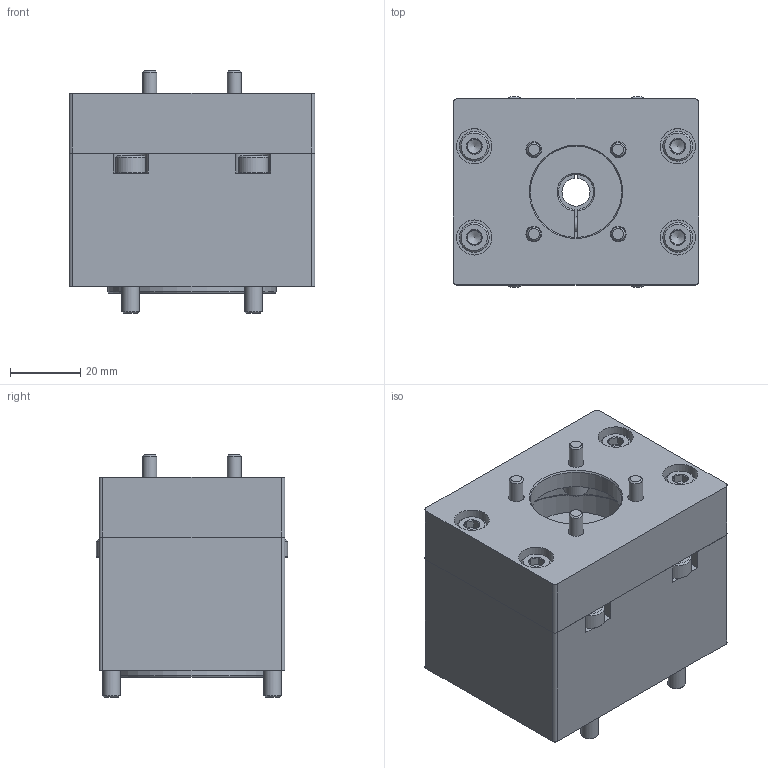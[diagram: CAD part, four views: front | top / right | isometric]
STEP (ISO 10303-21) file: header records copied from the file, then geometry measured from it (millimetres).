
FILE_DESCRIPTION(/* description */ ('STEP AP214'),/* implementation_level */ '2;1');
FILE_NAME(/* name */ '1456650_EAMM-A-S48-40G-G2',/* time_stamp */ '2024-08-23T09:01:06+02:00',/* author */ ('License CC BY-ND 4.0'),/* organization */ ('CADENAS'),/* preprocessor_version */ 'ST-DEVELOPER v19.3',/* originating_system */ 'PARTsolutions',/* authorisation */ ' ');
FILE_SCHEMA (('AUTOMOTIVE_DESIGN {1 0 10303 214 3 1 1}'));
Length unit declared in the file: millimetre
Products named in the file (7): 1456650 EAMM-A-S48-40G-G2; 3637941 EAMK-A-S48-48A/B-G2---(1O); DIN-912 - M5x40(F); 4067069 EAMF-A-48B-40G(1A10); ISO-4762 M4x12; ISO-4762 M5x20; 558029 EAMC-30-32-8-10
Assembly tree (15 placements, depth 2):
  1456650 EAMM-A-S48-40G-G2
    3637941 EAMK-A-S48-48A/B-G2---(1O)
    DIN-912 - M5x40(F)  x4
    4067069 EAMF-A-48B-40G(1A10)
    ISO-4762 M4x12  x4
    ISO-4762 M5x20  x4
    558029 EAMC-30-32-8-10
Bounding box: 70 x 54.5 x 69.2 mm (x, y, z)
Volume: 140224.9 mm3; surface area: 53379.8 mm2
Topology: 15 solids, 16 shells, 595 faces, 1415 edges, 881 vertices
Faces by surface type: plane 282, cylinder 155, cone 152, torus 6
Full cylindrical faces by diameter (mm): 2 x12, 3.242 x2, 4 x6, 4.134 x4, 4.5 x4, 5 x8, 5.5 x8, 7 x5, 8 x1, 8.5 x8, 10 x4, 14.2 x1, 26 x1, 43 x1, 45 x1, 48 x2
Entity records: 10246 total; most frequent: CARTESIAN_POINT 1853, DIRECTION 1826, ORIENTED_EDGE 1524, EDGE_CURVE 762, AXIS2_PLACEMENT_3D 745, VERTEX_POINT 545, FACE_BOUND 497, EDGE_LOOP 490
